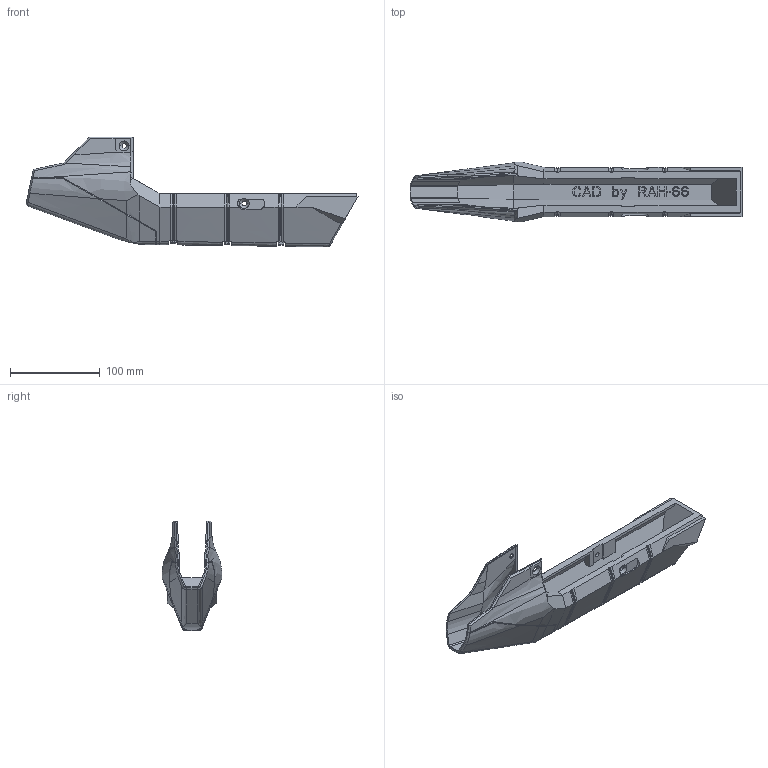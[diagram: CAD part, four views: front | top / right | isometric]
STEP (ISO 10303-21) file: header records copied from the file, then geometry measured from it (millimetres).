
FILE_DESCRIPTION((''),'2;1');
FILE_NAME('HOOD2','2013-11-09T',('jakob_000'),(''),'PRO/ENGINEER BY PARAMETRIC TECHNOLOGY CORPORATION, 2013230','PRO/ENGINEER BY PARAMETRIC TECHNOLOGY CORPORATION, 2013230','');
FILE_SCHEMA(('CONFIG_CONTROL_DESIGN'));
Length unit declared in the file: millimetre
Products named in the file (1): HOOD2
Bounding box: 370.79 x 66.8 x 122.81 mm (x, y, z)
Volume: 303284.5 mm3; surface area: 123230.5 mm2
Topology: 1 solids, 1 shells, 722 faces, 1936 edges, 1233 vertices
Faces by surface type: plane 566, bspline 76, cylinder 58, sphere 12, cone 8, torus 2
Entity records: 24678 total; most frequent: CARTESIAN_POINT 7325, ORIENTED_EDGE 3872, DIRECTION 3085, EDGE_CURVE 1936, VECTOR 1589, LINE 1589, VERTEX_POINT 1233, AXIS2_PLACEMENT_3D 748
